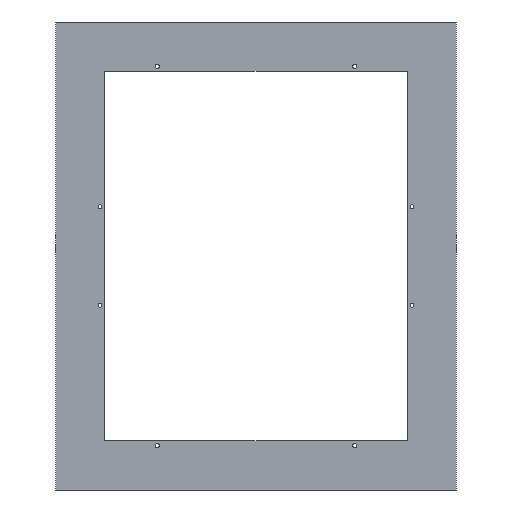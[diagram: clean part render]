
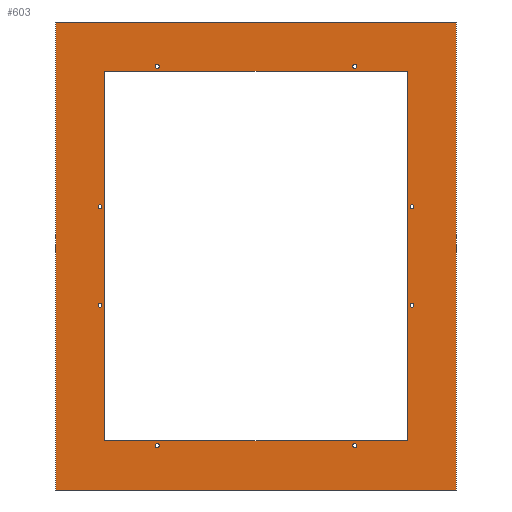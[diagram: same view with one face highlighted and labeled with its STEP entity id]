
A CAD part, front view. The second image highlights one B-rep face of the part: STEP entity #603.
In plain terms, the highlighted planar face has unit normal (0, -1, 0).
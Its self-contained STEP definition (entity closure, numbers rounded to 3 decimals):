
#445=AXIS2_PLACEMENT_3D('Plane Axis2P3D',#442,#443,#444) ;
#455=AXIS2_PLACEMENT_3D('Circle Axis2P3D',#453,#454,$) ;
#464=AXIS2_PLACEMENT_3D('Circle Axis2P3D',#462,#463,$) ;
#473=AXIS2_PLACEMENT_3D('Circle Axis2P3D',#471,#472,$) ;
#482=AXIS2_PLACEMENT_3D('Circle Axis2P3D',#480,#481,$) ;
#497=AXIS2_PLACEMENT_3D('Circle Axis2P3D',#495,#496,$) ;
#506=AXIS2_PLACEMENT_3D('Circle Axis2P3D',#504,#505,$) ;
#515=AXIS2_PLACEMENT_3D('Circle Axis2P3D',#513,#514,$) ;
#524=AXIS2_PLACEMENT_3D('Circle Axis2P3D',#522,#523,$) ;
#533=AXIS2_PLACEMENT_3D('Circle Axis2P3D',#531,#532,$) ;
#542=AXIS2_PLACEMENT_3D('Circle Axis2P3D',#540,#541,$) ;
#551=AXIS2_PLACEMENT_3D('Circle Axis2P3D',#549,#550,$) ;
#560=AXIS2_PLACEMENT_3D('Circle Axis2P3D',#558,#559,$) ;
#569=AXIS2_PLACEMENT_3D('Circle Axis2P3D',#567,#568,$) ;
#578=AXIS2_PLACEMENT_3D('Circle Axis2P3D',#576,#577,$) ;
#587=AXIS2_PLACEMENT_3D('Circle Axis2P3D',#585,#586,$) ;
#596=AXIS2_PLACEMENT_3D('Circle Axis2P3D',#594,#595,$) ;
#50=CARTESIAN_POINT('Vertex',(-79.6,10.,-55.5)) ;
#53=CARTESIAN_POINT('Line Origine',(-79.6,10.,181.5)) ;
#57=CARTESIAN_POINT('Vertex',(-79.6,10.,418.5)) ;
#88=CARTESIAN_POINT('Vertex',(326.4,10.,-55.5)) ;
#91=CARTESIAN_POINT('Line Origine',(123.4,10.,-55.5)) ;
#119=CARTESIAN_POINT('Vertex',(326.4,10.,418.5)) ;
#122=CARTESIAN_POINT('Line Origine',(326.4,10.,181.5)) ;
#144=CARTESIAN_POINT('Line Origine',(123.4,10.,418.5)) ;
#165=CARTESIAN_POINT('Vertex',(276.4,10.,-5.5)) ;
#170=CARTESIAN_POINT('Line Origine',(276.4,10.,181.5)) ;
#174=CARTESIAN_POINT('Vertex',(276.4,10.,368.5)) ;
#205=CARTESIAN_POINT('Vertex',(-29.6,10.,-5.5)) ;
#210=CARTESIAN_POINT('Line Origine',(123.4,10.,-5.5)) ;
#236=CARTESIAN_POINT('Vertex',(-29.6,10.,368.5)) ;
#241=CARTESIAN_POINT('Line Origine',(-29.6,10.,181.5)) ;
#263=CARTESIAN_POINT('Line Origine',(123.4,10.,368.5)) ;
#442=CARTESIAN_POINT('Axis2P3D Location',(123.4,10.,181.5)) ;
#453=CARTESIAN_POINT('Axis2P3D Location',(-34.6,10.,131.5)) ;
#457=CARTESIAN_POINT('Vertex',(-36.6,10.,131.5)) ;
#459=CARTESIAN_POINT('Vertex',(-32.6,10.,131.5)) ;
#462=CARTESIAN_POINT('Axis2P3D Location',(-34.6,10.,131.5)) ;
#471=CARTESIAN_POINT('Axis2P3D Location',(23.4,10.,-10.5)) ;
#475=CARTESIAN_POINT('Vertex',(25.4,10.,-10.5)) ;
#477=CARTESIAN_POINT('Vertex',(21.4,10.,-10.5)) ;
#480=CARTESIAN_POINT('Axis2P3D Location',(23.4,10.,-10.5)) ;
#495=CARTESIAN_POINT('Axis2P3D Location',(223.4,10.,-10.5)) ;
#499=CARTESIAN_POINT('Vertex',(221.4,10.,-10.5)) ;
#501=CARTESIAN_POINT('Vertex',(225.4,10.,-10.5)) ;
#504=CARTESIAN_POINT('Axis2P3D Location',(223.4,10.,-10.5)) ;
#513=CARTESIAN_POINT('Axis2P3D Location',(-34.6,10.,231.5)) ;
#517=CARTESIAN_POINT('Vertex',(-36.6,10.,231.5)) ;
#519=CARTESIAN_POINT('Vertex',(-32.6,10.,231.5)) ;
#522=CARTESIAN_POINT('Axis2P3D Location',(-34.6,10.,231.5)) ;
#531=CARTESIAN_POINT('Axis2P3D Location',(281.4,10.,231.5)) ;
#535=CARTESIAN_POINT('Vertex',(279.4,10.,231.5)) ;
#537=CARTESIAN_POINT('Vertex',(283.4,10.,231.5)) ;
#540=CARTESIAN_POINT('Axis2P3D Location',(281.4,10.,231.5)) ;
#549=CARTESIAN_POINT('Axis2P3D Location',(281.4,10.,131.5)) ;
#553=CARTESIAN_POINT('Vertex',(279.4,10.,131.5)) ;
#555=CARTESIAN_POINT('Vertex',(283.4,10.,131.5)) ;
#558=CARTESIAN_POINT('Axis2P3D Location',(281.4,10.,131.5)) ;
#567=CARTESIAN_POINT('Axis2P3D Location',(223.4,10.,373.5)) ;
#571=CARTESIAN_POINT('Vertex',(221.4,10.,373.5)) ;
#573=CARTESIAN_POINT('Vertex',(225.4,10.,373.5)) ;
#576=CARTESIAN_POINT('Axis2P3D Location',(223.4,10.,373.5)) ;
#585=CARTESIAN_POINT('Axis2P3D Location',(23.4,10.,373.5)) ;
#589=CARTESIAN_POINT('Vertex',(21.4,10.,373.5)) ;
#591=CARTESIAN_POINT('Vertex',(25.4,10.,373.5)) ;
#594=CARTESIAN_POINT('Axis2P3D Location',(23.4,10.,373.5)) ;
#54=DIRECTION('Vector Direction',(0.,0.,-1.)) ;
#92=DIRECTION('Vector Direction',(-1.,0.,0.)) ;
#123=DIRECTION('Vector Direction',(0.,0.,1.)) ;
#145=DIRECTION('Vector Direction',(1.,0.,0.)) ;
#171=DIRECTION('Vector Direction',(0.,0.,-1.)) ;
#211=DIRECTION('Vector Direction',(-1.,0.,0.)) ;
#242=DIRECTION('Vector Direction',(0.,0.,1.)) ;
#264=DIRECTION('Vector Direction',(1.,0.,0.)) ;
#443=DIRECTION('Axis2P3D Direction',(0.,-1.,0.)) ;
#444=DIRECTION('Axis2P3D XDirection',(1.,0.,0.)) ;
#454=DIRECTION('Axis2P3D Direction',(0.,-1.,0.)) ;
#463=DIRECTION('Axis2P3D Direction',(0.,-1.,0.)) ;
#472=DIRECTION('Axis2P3D Direction',(0.,-1.,0.)) ;
#481=DIRECTION('Axis2P3D Direction',(0.,-1.,0.)) ;
#496=DIRECTION('Axis2P3D Direction',(0.,-1.,0.)) ;
#505=DIRECTION('Axis2P3D Direction',(0.,-1.,0.)) ;
#514=DIRECTION('Axis2P3D Direction',(0.,-1.,0.)) ;
#523=DIRECTION('Axis2P3D Direction',(0.,-1.,0.)) ;
#532=DIRECTION('Axis2P3D Direction',(0.,-1.,0.)) ;
#541=DIRECTION('Axis2P3D Direction',(0.,-1.,0.)) ;
#550=DIRECTION('Axis2P3D Direction',(0.,-1.,0.)) ;
#559=DIRECTION('Axis2P3D Direction',(0.,-1.,0.)) ;
#568=DIRECTION('Axis2P3D Direction',(0.,-1.,0.)) ;
#577=DIRECTION('Axis2P3D Direction',(0.,-1.,0.)) ;
#586=DIRECTION('Axis2P3D Direction',(0.,-1.,0.)) ;
#595=DIRECTION('Axis2P3D Direction',(0.,-1.,0.)) ;
#55=VECTOR('Line Direction',#54,1.) ;
#93=VECTOR('Line Direction',#92,1.) ;
#124=VECTOR('Line Direction',#123,1.) ;
#146=VECTOR('Line Direction',#145,1.) ;
#172=VECTOR('Line Direction',#171,1.) ;
#212=VECTOR('Line Direction',#211,1.) ;
#243=VECTOR('Line Direction',#242,1.) ;
#265=VECTOR('Line Direction',#264,1.) ;
#448=ORIENTED_EDGE('',*,*,#59,.T.) ;
#449=ORIENTED_EDGE('',*,*,#95,.T.) ;
#450=ORIENTED_EDGE('',*,*,#126,.T.) ;
#451=ORIENTED_EDGE('',*,*,#148,.T.) ;
#468=ORIENTED_EDGE('',*,*,#461,.F.) ;
#469=ORIENTED_EDGE('',*,*,#466,.F.) ;
#486=ORIENTED_EDGE('',*,*,#479,.F.) ;
#487=ORIENTED_EDGE('',*,*,#484,.F.) ;
#490=ORIENTED_EDGE('',*,*,#176,.F.) ;
#491=ORIENTED_EDGE('',*,*,#214,.F.) ;
#492=ORIENTED_EDGE('',*,*,#245,.F.) ;
#493=ORIENTED_EDGE('',*,*,#267,.F.) ;
#510=ORIENTED_EDGE('',*,*,#503,.F.) ;
#511=ORIENTED_EDGE('',*,*,#508,.F.) ;
#528=ORIENTED_EDGE('',*,*,#521,.F.) ;
#529=ORIENTED_EDGE('',*,*,#526,.F.) ;
#546=ORIENTED_EDGE('',*,*,#539,.F.) ;
#547=ORIENTED_EDGE('',*,*,#544,.F.) ;
#564=ORIENTED_EDGE('',*,*,#557,.F.) ;
#565=ORIENTED_EDGE('',*,*,#562,.F.) ;
#582=ORIENTED_EDGE('',*,*,#575,.F.) ;
#583=ORIENTED_EDGE('',*,*,#580,.F.) ;
#600=ORIENTED_EDGE('',*,*,#593,.F.) ;
#601=ORIENTED_EDGE('',*,*,#598,.F.) ;
#470=FACE_BOUND('',#467,.T.) ;
#488=FACE_BOUND('',#485,.T.) ;
#494=FACE_BOUND('',#489,.T.) ;
#512=FACE_BOUND('',#509,.T.) ;
#530=FACE_BOUND('',#527,.T.) ;
#548=FACE_BOUND('',#545,.T.) ;
#566=FACE_BOUND('',#563,.T.) ;
#584=FACE_BOUND('',#581,.T.) ;
#602=FACE_BOUND('',#599,.T.) ;
#603=ADVANCED_FACE('E6.2_IV_W_COMPARTMENT_DOOR_DRILLING',(#452,#470,#488,#494,#512,#530,#548,#566,#584,#602),#446,.T.) ;
#456=CIRCLE('generated circle',#455,2.) ;
#465=CIRCLE('generated circle',#464,2.) ;
#474=CIRCLE('generated circle',#473,2.) ;
#483=CIRCLE('generated circle',#482,2.) ;
#498=CIRCLE('generated circle',#497,2.) ;
#507=CIRCLE('generated circle',#506,2.) ;
#516=CIRCLE('generated circle',#515,2.) ;
#525=CIRCLE('generated circle',#524,2.) ;
#534=CIRCLE('generated circle',#533,2.) ;
#543=CIRCLE('generated circle',#542,2.) ;
#552=CIRCLE('generated circle',#551,2.) ;
#561=CIRCLE('generated circle',#560,2.) ;
#570=CIRCLE('generated circle',#569,2.) ;
#579=CIRCLE('generated circle',#578,2.) ;
#588=CIRCLE('generated circle',#587,2.) ;
#597=CIRCLE('generated circle',#596,2.) ;
#59=EDGE_CURVE('',#58,#51,#56,.T.) ;
#95=EDGE_CURVE('',#51,#89,#94,.F.) ;
#126=EDGE_CURVE('',#89,#120,#125,.T.) ;
#148=EDGE_CURVE('',#120,#58,#147,.F.) ;
#176=EDGE_CURVE('',#166,#175,#173,.F.) ;
#214=EDGE_CURVE('',#206,#166,#213,.F.) ;
#245=EDGE_CURVE('',#237,#206,#244,.F.) ;
#267=EDGE_CURVE('',#175,#237,#266,.F.) ;
#461=EDGE_CURVE('',#458,#460,#456,.T.) ;
#466=EDGE_CURVE('',#460,#458,#465,.T.) ;
#479=EDGE_CURVE('',#476,#478,#474,.T.) ;
#484=EDGE_CURVE('',#478,#476,#483,.T.) ;
#503=EDGE_CURVE('',#500,#502,#498,.T.) ;
#508=EDGE_CURVE('',#502,#500,#507,.T.) ;
#521=EDGE_CURVE('',#518,#520,#516,.T.) ;
#526=EDGE_CURVE('',#520,#518,#525,.T.) ;
#539=EDGE_CURVE('',#536,#538,#534,.T.) ;
#544=EDGE_CURVE('',#538,#536,#543,.T.) ;
#557=EDGE_CURVE('',#554,#556,#552,.T.) ;
#562=EDGE_CURVE('',#556,#554,#561,.T.) ;
#575=EDGE_CURVE('',#572,#574,#570,.T.) ;
#580=EDGE_CURVE('',#574,#572,#579,.T.) ;
#593=EDGE_CURVE('',#590,#592,#588,.T.) ;
#598=EDGE_CURVE('',#592,#590,#597,.T.) ;
#447=EDGE_LOOP('',(#448,#449,#450,#451)) ;
#467=EDGE_LOOP('',(#468,#469)) ;
#485=EDGE_LOOP('',(#486,#487)) ;
#489=EDGE_LOOP('',(#490,#491,#492,#493)) ;
#509=EDGE_LOOP('',(#510,#511)) ;
#527=EDGE_LOOP('',(#528,#529)) ;
#545=EDGE_LOOP('',(#546,#547)) ;
#563=EDGE_LOOP('',(#564,#565)) ;
#581=EDGE_LOOP('',(#582,#583)) ;
#599=EDGE_LOOP('',(#600,#601)) ;
#452=FACE_OUTER_BOUND('',#447,.T.) ;
#56=LINE('Line',#53,#55) ;
#94=LINE('Line',#91,#93) ;
#125=LINE('Line',#122,#124) ;
#147=LINE('Line',#144,#146) ;
#173=LINE('Line',#170,#172) ;
#213=LINE('Line',#210,#212) ;
#244=LINE('Line',#241,#243) ;
#266=LINE('Line',#263,#265) ;
#446=PLANE('',#445) ;
#51=VERTEX_POINT('',#50) ;
#58=VERTEX_POINT('',#57) ;
#89=VERTEX_POINT('',#88) ;
#120=VERTEX_POINT('',#119) ;
#166=VERTEX_POINT('',#165) ;
#175=VERTEX_POINT('',#174) ;
#206=VERTEX_POINT('',#205) ;
#237=VERTEX_POINT('',#236) ;
#458=VERTEX_POINT('',#457) ;
#460=VERTEX_POINT('',#459) ;
#476=VERTEX_POINT('',#475) ;
#478=VERTEX_POINT('',#477) ;
#500=VERTEX_POINT('',#499) ;
#502=VERTEX_POINT('',#501) ;
#518=VERTEX_POINT('',#517) ;
#520=VERTEX_POINT('',#519) ;
#536=VERTEX_POINT('',#535) ;
#538=VERTEX_POINT('',#537) ;
#554=VERTEX_POINT('',#553) ;
#556=VERTEX_POINT('',#555) ;
#572=VERTEX_POINT('',#571) ;
#574=VERTEX_POINT('',#573) ;
#590=VERTEX_POINT('',#589) ;
#592=VERTEX_POINT('',#591) ;
